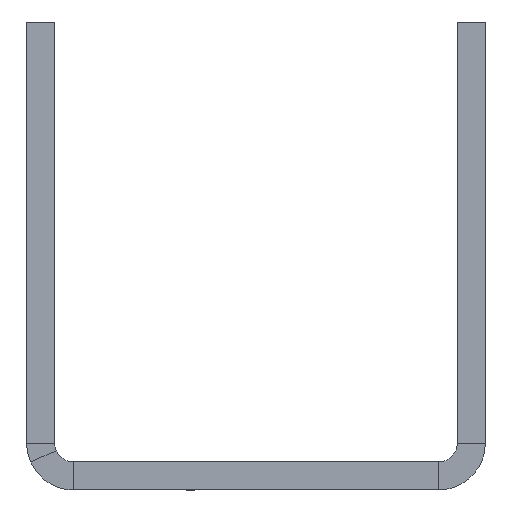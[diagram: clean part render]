
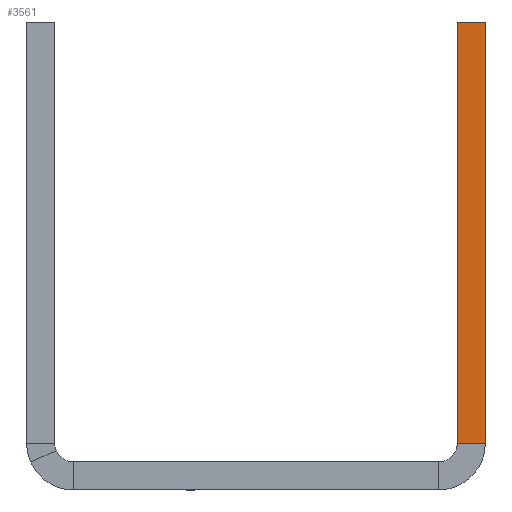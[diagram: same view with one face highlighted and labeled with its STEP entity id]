
A CAD part, left-side view. The second image highlights one B-rep face of the part: STEP entity #3561.
In plain terms, the highlighted planar face has unit normal (-1, 0, 0).
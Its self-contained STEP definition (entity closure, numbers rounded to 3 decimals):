
#166 = PLANE ( 'NONE',  #2442 ) ;
#200 = VERTEX_POINT ( 'NONE', #562 ) ;
#210 = VECTOR ( 'NONE', #1241, 1000. ) ;
#352 = ORIENTED_EDGE ( 'NONE', *, *, #4818, .T. ) ;
#421 = CARTESIAN_POINT ( 'NONE',  ( -170., -10.75, 2.5 ) ) ;
#508 = LINE ( 'NONE', #4802, #210 ) ;
#562 = CARTESIAN_POINT ( 'NONE',  ( -170., -12.25, 2.5 ) ) ;
#795 = VERTEX_POINT ( 'NONE', #3605 ) ;
#992 = VECTOR ( 'NONE', #4417, 1000. ) ;
#1058 = LINE ( 'NONE', #421, #992 ) ;
#1092 = EDGE_CURVE ( 'NONE', #795, #2000, #4519, .T. ) ;
#1195 = FACE_OUTER_BOUND ( 'NONE', #3511, .T. ) ;
#1228 = EDGE_CURVE ( 'NONE', #2112, #2000, #2261, .T. ) ;
#1241 = DIRECTION ( 'NONE',  ( 0., 0., 1. ) ) ;
#1757 = DIRECTION ( 'NONE',  ( 1., 0., 0. ) ) ;
#1996 = ORIENTED_EDGE ( 'NONE', *, *, #1228, .T. ) ;
#2000 = VERTEX_POINT ( 'NONE', #3127 ) ;
#2112 = VERTEX_POINT ( 'NONE', #4360 ) ;
#2261 = LINE ( 'NONE', #4469, #4933 ) ;
#2442 = AXIS2_PLACEMENT_3D ( 'NONE', #4907, #1757, #3313 ) ;
#2509 = DIRECTION ( 'NONE',  ( 0., 0., 1. ) ) ;
#2588 = ORIENTED_EDGE ( 'NONE', *, *, #1092, .F. ) ;
#2771 = EDGE_CURVE ( 'NONE', #200, #2112, #508, .T. ) ;
#3127 = CARTESIAN_POINT ( 'NONE',  ( -170., -10.75, 25. ) ) ;
#3313 = DIRECTION ( 'NONE',  ( 0., 0., -1. ) ) ;
#3511 = EDGE_LOOP ( 'NONE', ( #2588, #352, #4851, #1996 ) ) ;
#3561 = ADVANCED_FACE ( 'NONE', ( #1195 ), #166, .F. ) ;
#3605 = CARTESIAN_POINT ( 'NONE',  ( -170., -10.75, 2.5 ) ) ;
#3713 = CARTESIAN_POINT ( 'NONE',  ( -170., -10.75, 0. ) ) ;
#3793 = VECTOR ( 'NONE', #2509, 1000. ) ;
#4360 = CARTESIAN_POINT ( 'NONE',  ( -170., -12.25, 25. ) ) ;
#4417 = DIRECTION ( 'NONE',  ( 0., -1., 0. ) ) ;
#4469 = CARTESIAN_POINT ( 'NONE',  ( -170., -12.25, 25. ) ) ;
#4519 = LINE ( 'NONE', #3713, #3793 ) ;
#4802 = CARTESIAN_POINT ( 'NONE',  ( -170., -12.25, 0. ) ) ;
#4818 = EDGE_CURVE ( 'NONE', #795, #200, #1058, .T. ) ;
#4851 = ORIENTED_EDGE ( 'NONE', *, *, #2771, .T. ) ;
#4875 = DIRECTION ( 'NONE',  ( 0., 1., 0. ) ) ;
#4907 = CARTESIAN_POINT ( 'NONE',  ( -170., -9.75, 2.5 ) ) ;
#4933 = VECTOR ( 'NONE', #4875, 1000. ) ;
